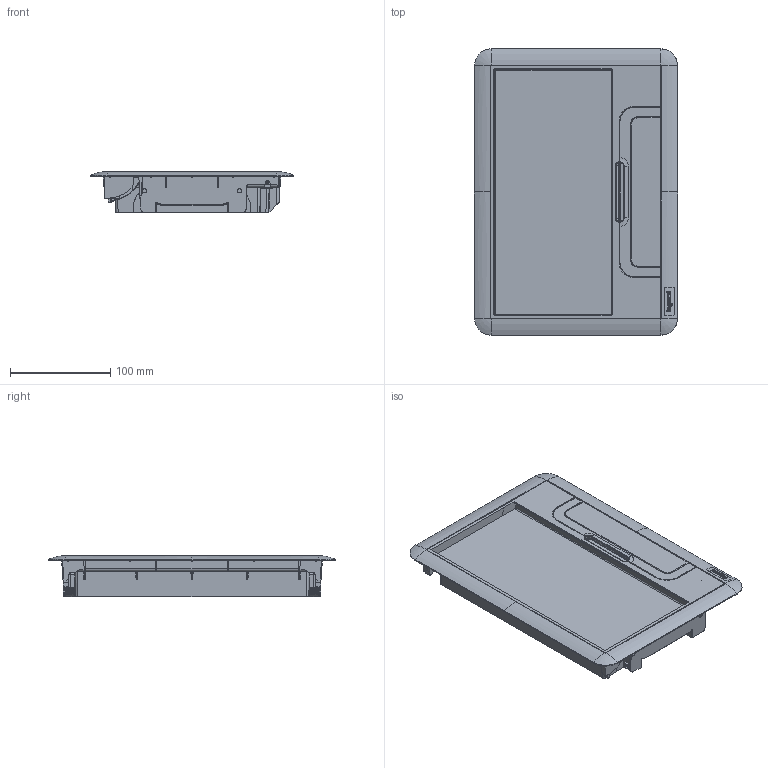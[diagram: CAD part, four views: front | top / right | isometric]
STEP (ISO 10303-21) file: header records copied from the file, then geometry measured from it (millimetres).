
FILE_DESCRIPTION(('CATIA V5 STEP Exchange','CAx-IF Rec.Pracs.--- Model Styling and Organization---1.2---2011-12-15'),'2;1');
FILE_NAME('&RV - Boite sol Finition standard T2 T2''LG-088000_A008371_A-ASS-04.stp','2016-01-18T13:05:23+00:00',('none'),('none'),'CATIA Version 5-6 Release 2014 SP4','CATIA V5 STEP AP214','none');
FILE_SCHEMA(('AUTOMOTIVE_DESIGN { 1 0 10303 214 1 1 1 1 }'));
Products named in the file (10): A008371_A; D005822_A_Frame 8/12 Mod_Legrand; D005821_A_Lid 8/12 Mod; D005826_A_Steel plate 8/12 Mod; D007886_AA; Soft_cable_outlet.1; D007887_A; D000054_A; 16523-rev2_Handle axis D3x12; Sticker-45x29
Assembly tree (14 placements, depth 2):
  A008371_A
    D005822_A_Frame 8/12 Mod_Legrand
    D005821_A_Lid 8/12 Mod
    D005826_A_Steel plate 8/12 Mod
    D007886_AA
    Soft_cable_outlet.1
    D007887_A  x4
    D000054_A  x2
    16523-rev2_Handle axis D3x12  x2
    Sticker-45x29
Bounding box: 203 x 286 x 41.48 mm (x, y, z)
Volume: 392595.9 mm3; surface area: 377778.2 mm2
Topology: 16 solids, 16 shells, 7439 faces, 19733 edges, 12194 vertices
Faces by surface type: plane 4038, cylinder 1513, bspline 1258, cone 343, sphere 157, extrusion 71, torus 59
Entity records: 255824 total; most frequent: CARTESIAN_POINT 108518, ORIENTED_EDGE 35276, DIRECTION 22000, EDGE_CURVE 17638, VECTOR 11126, LINE 11067, VERTEX_POINT 11033, EDGE_LOOP 6847
